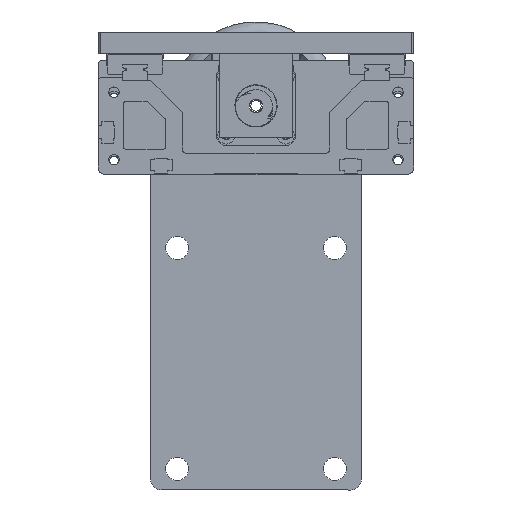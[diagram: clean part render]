
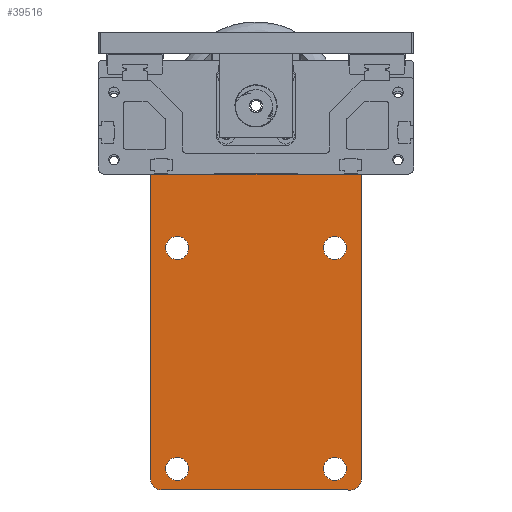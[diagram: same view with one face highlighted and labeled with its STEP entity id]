
A CAD part, front view. The second image highlights one B-rep face of the part: STEP entity #39516.
In plain terms, the highlighted planar face has unit normal (0, -1, 0).
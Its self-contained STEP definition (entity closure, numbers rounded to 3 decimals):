
#208 = DIRECTION ( 'NONE',  ( 1., 0., 0. ) ) ;
#394 = FACE_BOUND ( 'NONE', #29930, .T. ) ;
#1004 = EDGE_CURVE ( 'NONE', #37368, #13020, #34392, .T. ) ;
#1492 = EDGE_CURVE ( 'NONE', #3587, #43240, #4407, .T. ) ;
#1910 = CIRCLE ( 'NONE', #34127, 5.5 ) ;
#1926 = CIRCLE ( 'NONE', #37361, 5. ) ;
#2053 = DIRECTION ( 'NONE',  ( 0., -1., 0. ) ) ;
#2065 = AXIS2_PLACEMENT_3D ( 'NONE', #36558, #2053, #40094 ) ;
#2242 = DIRECTION ( 'NONE',  ( 1., 0., 0. ) ) ;
#2254 = EDGE_LOOP ( 'NONE', ( #29558, #30231, #22084, #20142, #28020, #23940 ) ) ;
#2565 = CIRCLE ( 'NONE', #3379, 5.5 ) ;
#3379 = AXIS2_PLACEMENT_3D ( 'NONE', #47109, #25192, #13590 ) ;
#3463 = AXIS2_PLACEMENT_3D ( 'NONE', #45148, #10655, #3840 ) ;
#3587 = VERTEX_POINT ( 'NONE', #8413 ) ;
#3827 = AXIS2_PLACEMENT_3D ( 'NONE', #37868, #22780, #26813 ) ;
#3840 = DIRECTION ( 'NONE',  ( 1., 0., 0. ) ) ;
#4228 = ORIENTED_EDGE ( 'NONE', *, *, #44053, .T. ) ;
#4407 = LINE ( 'NONE', #12238, #19027 ) ;
#4897 = DIRECTION ( 'NONE',  ( -1., 0., 0. ) ) ;
#5195 = CIRCLE ( 'NONE', #6841, 5.5 ) ;
#5262 = VECTOR ( 'NONE', #18778, 1000. ) ;
#5264 = EDGE_LOOP ( 'NONE', ( #17052, #4228 ) ) ;
#6819 = EDGE_CURVE ( 'NONE', #46422, #13161, #5195, .T. ) ;
#6841 = AXIS2_PLACEMENT_3D ( 'NONE', #24738, #28237, #35282 ) ;
#7983 = CARTESIAN_POINT ( 'NONE',  ( -37.185, -186.487, -70. ) ) ;
#8413 = CARTESIAN_POINT ( 'NONE',  ( -132.185, -186.487, 75. ) ) ;
#8444 = FACE_BOUND ( 'NONE', #5264, .T. ) ;
#9423 = EDGE_CURVE ( 'NONE', #41876, #14947, #27905, .T. ) ;
#10295 = CIRCLE ( 'NONE', #48111, 5.5 ) ;
#10606 = VERTEX_POINT ( 'NONE', #14288 ) ;
#10655 = DIRECTION ( 'NONE',  ( 0., 1., 0. ) ) ;
#10666 = VERTEX_POINT ( 'NONE', #21614 ) ;
#10675 = VERTEX_POINT ( 'NONE', #44770 ) ;
#11796 = CARTESIAN_POINT ( 'NONE',  ( -132.185, -186.487, -75. ) ) ;
#12223 = CARTESIAN_POINT ( 'NONE',  ( -132.185, -186.487, 75. ) ) ;
#12238 = CARTESIAN_POINT ( 'NONE',  ( -132.185, -186.487, 75. ) ) ;
#12793 = CARTESIAN_POINT ( 'NONE',  ( -32.185, -186.487, 75. ) ) ;
#13020 = VERTEX_POINT ( 'NONE', #36489 ) ;
#13161 = VERTEX_POINT ( 'NONE', #36753 ) ;
#13274 = DIRECTION ( 'NONE',  ( 1., 0., 0. ) ) ;
#13590 = DIRECTION ( 'NONE',  ( 1., 0., 0. ) ) ;
#14288 = CARTESIAN_POINT ( 'NONE',  ( -125.185, -186.487, -65. ) ) ;
#14377 = CARTESIAN_POINT ( 'NONE',  ( -132.185, -186.487, 75. ) ) ;
#14947 = VERTEX_POINT ( 'NONE', #39403 ) ;
#15067 = ORIENTED_EDGE ( 'NONE', *, *, #9423, .T. ) ;
#15533 = ORIENTED_EDGE ( 'NONE', *, *, #40873, .T. ) ;
#16550 = CARTESIAN_POINT ( 'NONE',  ( -114.185, -186.487, 40. ) ) ;
#16803 = EDGE_CURVE ( 'NONE', #28441, #10606, #1910, .T. ) ;
#17052 = ORIENTED_EDGE ( 'NONE', *, *, #49585, .T. ) ;
#18255 = CARTESIAN_POINT ( 'NONE',  ( -114.185, -186.487, -65. ) ) ;
#18778 = DIRECTION ( 'NONE',  ( 0., 0., -1. ) ) ;
#19027 = VECTOR ( 'NONE', #38691, 1000. ) ;
#19542 = FACE_BOUND ( 'NONE', #25482, .T. ) ;
#19872 = VECTOR ( 'NONE', #37551, 1000. ) ;
#20142 = ORIENTED_EDGE ( 'NONE', *, *, #34713, .T. ) ;
#20351 = EDGE_CURVE ( 'NONE', #13161, #46422, #27417, .T. ) ;
#21614 = CARTESIAN_POINT ( 'NONE',  ( -39.185, -186.487, 40. ) ) ;
#22084 = ORIENTED_EDGE ( 'NONE', *, *, #22858, .T. ) ;
#22780 = DIRECTION ( 'NONE',  ( 0., 1., 0. ) ) ;
#22858 = EDGE_CURVE ( 'NONE', #40808, #10675, #46280, .T. ) ;
#23117 = DIRECTION ( 'NONE',  ( 0., -1., 0. ) ) ;
#23359 = DIRECTION ( 'NONE',  ( 1., 0., 0. ) ) ;
#23940 = ORIENTED_EDGE ( 'NONE', *, *, #42464, .F. ) ;
#24088 = FACE_OUTER_BOUND ( 'NONE', #2254, .T. ) ;
#24738 = CARTESIAN_POINT ( 'NONE',  ( -44.685, -186.487, -65. ) ) ;
#25192 = DIRECTION ( 'NONE',  ( 0., 1., 0. ) ) ;
#25289 = DIRECTION ( 'NONE',  ( 0., 1., 0. ) ) ;
#25482 = EDGE_LOOP ( 'NONE', ( #15067, #45505 ) ) ;
#26637 = ORIENTED_EDGE ( 'NONE', *, *, #20351, .T. ) ;
#26813 = DIRECTION ( 'NONE',  ( 1., 0., 0. ) ) ;
#27365 = EDGE_CURVE ( 'NONE', #14947, #41876, #36388, .T. ) ;
#27417 = CIRCLE ( 'NONE', #37837, 5.5 ) ;
#27905 = CIRCLE ( 'NONE', #49633, 5.5 ) ;
#28020 = ORIENTED_EDGE ( 'NONE', *, *, #1004, .F. ) ;
#28237 = DIRECTION ( 'NONE',  ( 0., 1., 0. ) ) ;
#28441 = VERTEX_POINT ( 'NONE', #18255 ) ;
#28726 = CARTESIAN_POINT ( 'NONE',  ( -119.685, -186.487, -65. ) ) ;
#29558 = ORIENTED_EDGE ( 'NONE', *, *, #1492, .T. ) ;
#29799 = CARTESIAN_POINT ( 'NONE',  ( -50.185, -186.487, 40. ) ) ;
#29930 = EDGE_LOOP ( 'NONE', ( #44132, #26637 ) ) ;
#30231 = ORIENTED_EDGE ( 'NONE', *, *, #36856, .T. ) ;
#30907 = CARTESIAN_POINT ( 'NONE',  ( -39.185, -186.487, -65. ) ) ;
#32674 = DIRECTION ( 'NONE',  ( 0., 1., 0. ) ) ;
#32739 = VERTEX_POINT ( 'NONE', #29799 ) ;
#34127 = AXIS2_PLACEMENT_3D ( 'NONE', #28726, #48115, #2242 ) ;
#34392 = LINE ( 'NONE', #45739, #5262 ) ;
#34713 = EDGE_CURVE ( 'NONE', #10675, #13020, #1926, .T. ) ;
#35137 = PLANE ( 'NONE',  #43136 ) ;
#35160 = CIRCLE ( 'NONE', #3827, 5.5 ) ;
#35282 = DIRECTION ( 'NONE',  ( 1., 0., 0. ) ) ;
#35370 = FACE_BOUND ( 'NONE', #41526, .T. ) ;
#36388 = CIRCLE ( 'NONE', #3463, 5.5 ) ;
#36489 = CARTESIAN_POINT ( 'NONE',  ( -32.185, -186.487, -70. ) ) ;
#36558 = CARTESIAN_POINT ( 'NONE',  ( -127.185, -186.487, -70. ) ) ;
#36580 = DIRECTION ( 'NONE',  ( 1., 0., 0. ) ) ;
#36753 = CARTESIAN_POINT ( 'NONE',  ( -50.185, -186.487, -65. ) ) ;
#36856 = EDGE_CURVE ( 'NONE', #43240, #40808, #47151, .T. ) ;
#37361 = AXIS2_PLACEMENT_3D ( 'NONE', #7983, #46737, #4897 ) ;
#37368 = VERTEX_POINT ( 'NONE', #12793 ) ;
#37551 = DIRECTION ( 'NONE',  ( 1., 0., 0. ) ) ;
#37837 = AXIS2_PLACEMENT_3D ( 'NONE', #46566, #42040, #208 ) ;
#37868 = CARTESIAN_POINT ( 'NONE',  ( -119.685, -186.487, -65. ) ) ;
#38691 = DIRECTION ( 'NONE',  ( 0., 0., -1. ) ) ;
#39403 = CARTESIAN_POINT ( 'NONE',  ( -125.185, -186.487, 40. ) ) ;
#39516 = ADVANCED_FACE ( 'NONE', ( #394, #8444, #19542, #35370, #24088 ), #35137, .T. ) ;
#40094 = DIRECTION ( 'NONE',  ( 1., 0., 0. ) ) ;
#40808 = VERTEX_POINT ( 'NONE', #45695 ) ;
#40873 = EDGE_CURVE ( 'NONE', #10606, #28441, #35160, .T. ) ;
#41526 = EDGE_LOOP ( 'NONE', ( #49024, #15533 ) ) ;
#41876 = VERTEX_POINT ( 'NONE', #16550 ) ;
#42040 = DIRECTION ( 'NONE',  ( 0., 1., 0. ) ) ;
#42464 = EDGE_CURVE ( 'NONE', #3587, #37368, #48898, .T. ) ;
#42498 = DIRECTION ( 'NONE',  ( 1., 0., 0. ) ) ;
#42812 = VECTOR ( 'NONE', #42498, 1000. ) ;
#43136 = AXIS2_PLACEMENT_3D ( 'NONE', #12223, #23117, #23359 ) ;
#43240 = VERTEX_POINT ( 'NONE', #45615 ) ;
#43639 = CARTESIAN_POINT ( 'NONE',  ( -119.685, -186.487, 40. ) ) ;
#44053 = EDGE_CURVE ( 'NONE', #32739, #10666, #10295, .T. ) ;
#44132 = ORIENTED_EDGE ( 'NONE', *, *, #6819, .T. ) ;
#44770 = CARTESIAN_POINT ( 'NONE',  ( -37.185, -186.487, -75. ) ) ;
#45148 = CARTESIAN_POINT ( 'NONE',  ( -119.685, -186.487, 40. ) ) ;
#45505 = ORIENTED_EDGE ( 'NONE', *, *, #27365, .T. ) ;
#45615 = CARTESIAN_POINT ( 'NONE',  ( -132.185, -186.487, -70. ) ) ;
#45695 = CARTESIAN_POINT ( 'NONE',  ( -127.185, -186.487, -75. ) ) ;
#45739 = CARTESIAN_POINT ( 'NONE',  ( -32.185, -186.487, 75. ) ) ;
#46280 = LINE ( 'NONE', #11796, #42812 ) ;
#46422 = VERTEX_POINT ( 'NONE', #30907 ) ;
#46566 = CARTESIAN_POINT ( 'NONE',  ( -44.685, -186.487, -65. ) ) ;
#46737 = DIRECTION ( 'NONE',  ( 0., -1., 0. ) ) ;
#47109 = CARTESIAN_POINT ( 'NONE',  ( -44.685, -186.487, 40. ) ) ;
#47151 = CIRCLE ( 'NONE', #2065, 5. ) ;
#47779 = CARTESIAN_POINT ( 'NONE',  ( -44.685, -186.487, 40. ) ) ;
#48111 = AXIS2_PLACEMENT_3D ( 'NONE', #47779, #32674, #13274 ) ;
#48115 = DIRECTION ( 'NONE',  ( 0., 1., 0. ) ) ;
#48898 = LINE ( 'NONE', #14377, #19872 ) ;
#49024 = ORIENTED_EDGE ( 'NONE', *, *, #16803, .T. ) ;
#49585 = EDGE_CURVE ( 'NONE', #10666, #32739, #2565, .T. ) ;
#49633 = AXIS2_PLACEMENT_3D ( 'NONE', #43639, #25289, #36580 ) ;
